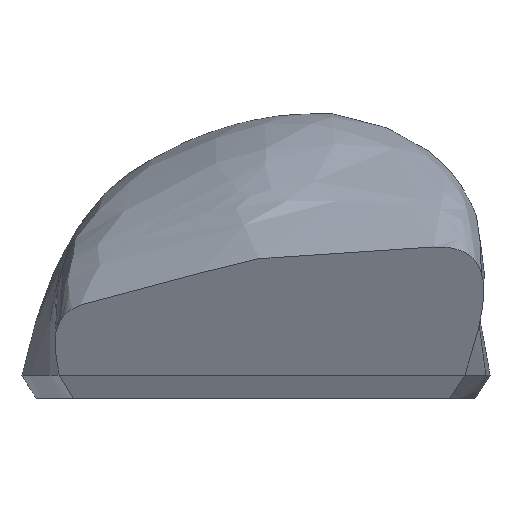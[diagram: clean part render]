
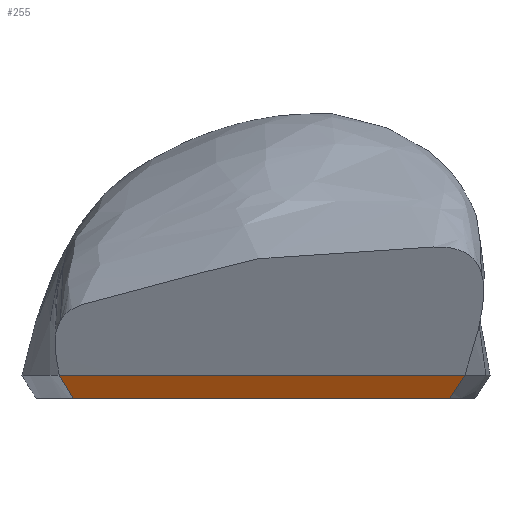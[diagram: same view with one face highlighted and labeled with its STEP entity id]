
A CAD part, front view. The second image highlights one B-rep face of the part: STEP entity #255.
In plain terms, the highlighted free-form (B-spline) face has degree [3, 3] with [4, 4] control points.
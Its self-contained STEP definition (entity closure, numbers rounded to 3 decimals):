
#15=LINE('',#364,#18);
#16=LINE('',#365,#19);
#17=LINE('',#366,#20);
#18=VECTOR('',#292,10.);
#19=VECTOR('',#293,4.521);
#20=VECTOR('',#294,4.334);
#21=B_SPLINE_SURFACE_WITH_KNOTS('',3,3,((#346,#347,#348,#349),(#350,#351,
#352,#353),(#354,#355,#356,#357),(#358,#359,#360,#361)),.UNSPECIFIED.,.F.,
 .F.,.F.,(4,4),(4,4),(0.,1.),(0.,1.),.UNSPECIFIED.);
#36=FACE_OUTER_BOUND('',#52,.T.);
#52=EDGE_LOOP('',(#174,#175,#176,#177));
#67=B_SPLINE_CURVE_WITH_KNOTS('',3,(#301,#302,#303,#304),.UNSPECIFIED.,
 .F.,.F.,(4,4),(0.232,5.675),.UNSPECIFIED.);
#104=VERTEX_POINT('',#299);
#105=VERTEX_POINT('',#300);
#106=VERTEX_POINT('',#362);
#107=VERTEX_POINT('',#363);
#132=EDGE_CURVE('',#104,#105,#67,.T.);
#134=EDGE_CURVE('',#106,#107,#15,.T.);
#135=EDGE_CURVE('',#106,#104,#16,.T.);
#136=EDGE_CURVE('',#107,#105,#17,.T.);
#174=ORIENTED_EDGE('',*,*,#134,.F.);
#175=ORIENTED_EDGE('',*,*,#135,.T.);
#176=ORIENTED_EDGE('',*,*,#132,.T.);
#177=ORIENTED_EDGE('',*,*,#136,.F.);
#255=ADVANCED_FACE('',(#36),#21,.F.);
#292=DIRECTION('',(0.99,0.139,0.));
#293=DIRECTION('',(0.447,0.509,-0.735));
#294=DIRECTION('',(-0.506,0.395,-0.767));
#299=CARTESIAN_POINT('',(-28.364,-51.306,0.));
#300=CARTESIAN_POINT('',(25.537,-43.764,0.));
#301=CARTESIAN_POINT('Ctrl Pts',(-28.364,-51.306,0.));
#302=CARTESIAN_POINT('Ctrl Pts',(-10.397,-48.792,0.));
#303=CARTESIAN_POINT('Ctrl Pts',(7.57,-46.278,0.));
#304=CARTESIAN_POINT('Ctrl Pts',(25.537,-43.764,0.));
#346=CARTESIAN_POINT('Ctrl Pts',(-30.387,-53.608,3.323));
#347=CARTESIAN_POINT('Ctrl Pts',(-29.712,-52.841,2.215));
#348=CARTESIAN_POINT('Ctrl Pts',(-29.038,-52.073,1.108));
#349=CARTESIAN_POINT('Ctrl Pts',(-28.364,-51.306,0.));
#350=CARTESIAN_POINT('Ctrl Pts',(-11.014,-50.898,3.323));
#351=CARTESIAN_POINT('Ctrl Pts',(-10.809,-50.196,2.215));
#352=CARTESIAN_POINT('Ctrl Pts',(-10.603,-49.494,1.108));
#353=CARTESIAN_POINT('Ctrl Pts',(-10.397,-48.792,0.));
#354=CARTESIAN_POINT('Ctrl Pts',(8.358,-48.187,3.323));
#355=CARTESIAN_POINT('Ctrl Pts',(8.095,-47.551,2.215));
#356=CARTESIAN_POINT('Ctrl Pts',(7.832,-46.914,1.108));
#357=CARTESIAN_POINT('Ctrl Pts',(7.57,-46.278,0.));
#358=CARTESIAN_POINT('Ctrl Pts',(27.73,-45.477,3.323));
#359=CARTESIAN_POINT('Ctrl Pts',(26.999,-44.906,2.215));
#360=CARTESIAN_POINT('Ctrl Pts',(26.268,-44.335,1.108));
#361=CARTESIAN_POINT('Ctrl Pts',(25.537,-43.764,0.));
#362=CARTESIAN_POINT('',(-30.387,-53.608,3.323));
#363=CARTESIAN_POINT('',(27.73,-45.477,3.323));
#364=CARTESIAN_POINT('',(-30.387,-53.608,3.323));
#365=CARTESIAN_POINT('',(-30.387,-53.608,3.323));
#366=CARTESIAN_POINT('',(27.73,-45.477,3.323));
